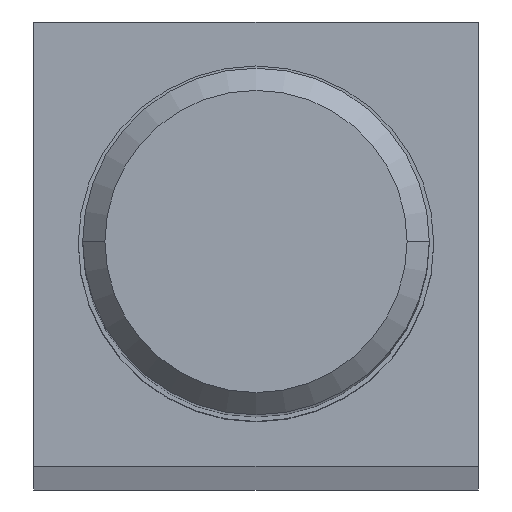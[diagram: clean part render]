
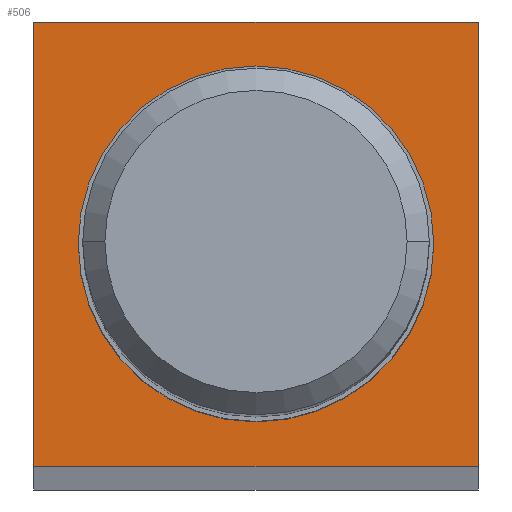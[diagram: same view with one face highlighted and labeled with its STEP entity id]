
A CAD part, top view. The second image highlights one B-rep face of the part: STEP entity #506.
In plain terms, the highlighted planar face has unit normal (0, 0, 1).
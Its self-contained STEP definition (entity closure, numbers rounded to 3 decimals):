
#5 = VERTEX_POINT ( 'NONE', #141 ) ;
#6 = VERTEX_POINT ( 'NONE', #143 ) ;
#26 = ORIENTED_EDGE ( 'NONE', *, *, #38, .T. ) ;
#35 = ORIENTED_EDGE ( 'NONE', *, *, #41, .F. ) ;
#38 = EDGE_CURVE ( 'NONE', #59, #102, #392, .T. ) ;
#41 = EDGE_CURVE ( 'NONE', #72, #5, #438, .T. ) ;
#54 = EDGE_LOOP ( 'NONE', ( #523, #35 ) ) ;
#59 = VERTEX_POINT ( 'NONE', #165 ) ;
#63 = ORIENTED_EDGE ( 'NONE', *, *, #517, .T. ) ;
#72 = VERTEX_POINT ( 'NONE', #230 ) ;
#79 = ORIENTED_EDGE ( 'NONE', *, *, #400, .T. ) ;
#89 = EDGE_LOOP ( 'NONE', ( #63, #26, #79, #399 ) ) ;
#102 = VERTEX_POINT ( 'NONE', #358 ) ;
#141 = CARTESIAN_POINT ( 'NONE',  ( -4., 0., 152. ) ) ;
#143 = CARTESIAN_POINT ( 'NONE',  ( 5., 5., 152. ) ) ;
#165 = CARTESIAN_POINT ( 'NONE',  ( -5., -5., 152. ) ) ;
#166 = LINE ( 'NONE', #167, #168 ) ;
#167 = CARTESIAN_POINT ( 'NONE',  ( -5., 5., 152. ) ) ;
#168 = VECTOR ( 'NONE', #169, 1000. ) ;
#169 = DIRECTION ( 'NONE',  ( -1., 0., 0. ) ) ;
#208 = EDGE_CURVE ( 'NONE', #6, #509, #166, .T. ) ;
#230 = CARTESIAN_POINT ( 'NONE',  ( 4., 0., 152. ) ) ;
#288 = LINE ( 'NONE', #289, #290 ) ;
#289 = CARTESIAN_POINT ( 'NONE',  ( 5., 5., 152. ) ) ;
#290 = VECTOR ( 'NONE', #291, 1000. ) ;
#291 = DIRECTION ( 'NONE',  ( 0., 1., 0. ) ) ;
#358 = CARTESIAN_POINT ( 'NONE',  ( 5., -5., 152. ) ) ;
#392 = LINE ( 'NONE', #393, #394 ) ;
#393 = CARTESIAN_POINT ( 'NONE',  ( -5., -5., 152. ) ) ;
#394 = VECTOR ( 'NONE', #395, 1000. ) ;
#395 = DIRECTION ( 'NONE',  ( 1., 0., 0. ) ) ;
#399 = ORIENTED_EDGE ( 'NONE', *, *, #208, .T. ) ;
#400 = EDGE_CURVE ( 'NONE', #102, #6, #288, .T. ) ;
#421 = FACE_OUTER_BOUND ( 'NONE', #89, .T. ) ;
#422 = FACE_BOUND ( 'NONE', #54, .T. ) ;
#423 = PLANE ( 'NONE',  #424 ) ;
#424 = AXIS2_PLACEMENT_3D ( 'NONE', #425, #426, #427 ) ;
#425 = CARTESIAN_POINT ( 'NONE',  ( -5., -5., 152. ) ) ;
#426 = DIRECTION ( 'NONE',  ( 0., 0., 1. ) ) ;
#427 = DIRECTION ( 'NONE',  ( 1., 0., 0. ) ) ;
#438 = CIRCLE ( 'NONE', #439, 4. ) ;
#439 = AXIS2_PLACEMENT_3D ( 'NONE', #440, #441, #442 ) ;
#440 = CARTESIAN_POINT ( 'NONE',  ( 0., 0., 152. ) ) ;
#441 = DIRECTION ( 'NONE',  ( 0., 0., 1. ) ) ;
#442 = DIRECTION ( 'NONE',  ( 1., 0., 0. ) ) ;
#443 = CARTESIAN_POINT ( 'NONE',  ( -5., 5., 152. ) ) ;
#457 = LINE ( 'NONE', #458, #459 ) ;
#458 = CARTESIAN_POINT ( 'NONE',  ( -5., 5., 152. ) ) ;
#459 = VECTOR ( 'NONE', #460, 1000. ) ;
#460 = DIRECTION ( 'NONE',  ( 0., -1., 0. ) ) ;
#461 = CIRCLE ( 'NONE', #462, 4. ) ;
#462 = AXIS2_PLACEMENT_3D ( 'NONE', #463, #464, #465 ) ;
#463 = CARTESIAN_POINT ( 'NONE',  ( 0., 0., 152. ) ) ;
#464 = DIRECTION ( 'NONE',  ( 0., 0., 1. ) ) ;
#465 = DIRECTION ( 'NONE',  ( 1., 0., 0. ) ) ;
#506 = ADVANCED_FACE ( 'NONE', ( #421, #422 ), #423, .T. ) ;
#509 = VERTEX_POINT ( 'NONE', #443 ) ;
#517 = EDGE_CURVE ( 'NONE', #509, #59, #457, .T. ) ;
#518 = EDGE_CURVE ( 'NONE', #5, #72, #461, .T. ) ;
#523 = ORIENTED_EDGE ( 'NONE', *, *, #518, .F. ) ;
